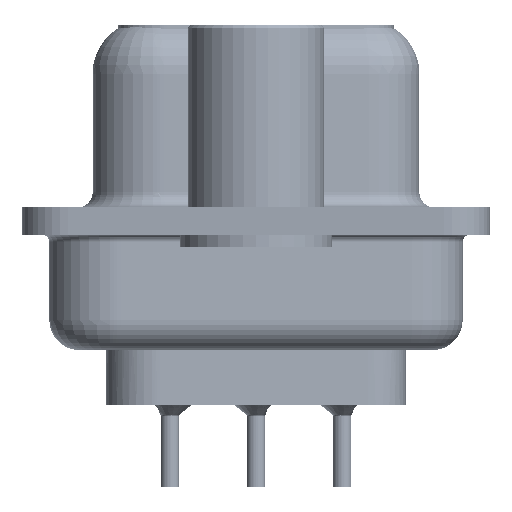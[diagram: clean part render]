
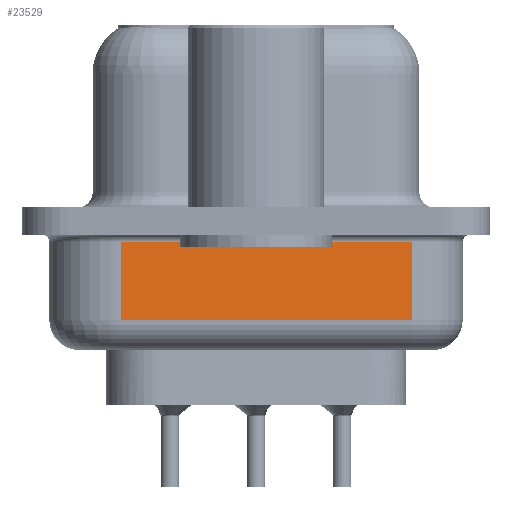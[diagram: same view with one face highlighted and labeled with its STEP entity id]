
A CAD part, left-side view. The second image highlights one B-rep face of the part: STEP entity #23529.
In plain terms, the highlighted planar face has unit normal (-0.985, -0.174, 0).
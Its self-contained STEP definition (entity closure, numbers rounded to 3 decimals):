
#4019 = ORIENTED_EDGE ( 'NONE', *, *, #10516, .F. ) ;
#6658 = DIRECTION ( 'NONE',  ( 0., 0., 1. ) ) ;
#7888 = ORIENTED_EDGE ( 'NONE', *, *, #28907, .T. ) ;
#8119 = DIRECTION ( 'NONE',  ( -0.174, 0.985, 0. ) ) ;
#10449 = VECTOR ( 'NONE', #32733, 1000. ) ;
#10516 = EDGE_CURVE ( 'NONE', #24835, #27355, #29583, .T. ) ;
#13943 = CARTESIAN_POINT ( 'NONE',  ( 4.623, -5.147, -3.25 ) ) ;
#15569 = VERTEX_POINT ( 'NONE', #13943 ) ;
#15653 = VECTOR ( 'NONE', #32993, 1000. ) ;
#18668 = AXIS2_PLACEMENT_3D ( 'NONE', #37531, #27709, #8119 ) ;
#20960 = CARTESIAN_POINT ( 'NONE',  ( 2.93, 4.453, -0.7 ) ) ;
#21359 = LINE ( 'NONE', #29243, #37811 ) ;
#23045 = FACE_OUTER_BOUND ( 'NONE', #38439, .T. ) ;
#23529 = ADVANCED_FACE ( 'NONE', ( #23045 ), #24424, .F. ) ;
#24424 = PLANE ( 'NONE',  #18668 ) ;
#24835 = VERTEX_POINT ( 'NONE', #40956 ) ;
#27355 = VERTEX_POINT ( 'NONE', #20960 ) ;
#27709 = DIRECTION ( 'NONE',  ( 0.985, 0.174, 0. ) ) ;
#27864 = LINE ( 'NONE', #29407, #10449 ) ;
#28907 = EDGE_CURVE ( 'NONE', #39903, #27355, #33122, .T. ) ;
#29243 = CARTESIAN_POINT ( 'NONE',  ( 2.93, 4.453, -3.25 ) ) ;
#29407 = CARTESIAN_POINT ( 'NONE',  ( 4.623, -5.147, -4.25 ) ) ;
#29583 = LINE ( 'NONE', #36106, #37348 ) ;
#29657 = CARTESIAN_POINT ( 'NONE',  ( 2.93, 4.453, -0.7 ) ) ;
#29751 = ORIENTED_EDGE ( 'NONE', *, *, #30261, .T. ) ;
#30261 = EDGE_CURVE ( 'NONE', #15569, #39903, #27864, .T. ) ;
#32733 = DIRECTION ( 'NONE',  ( 0., 0., 1. ) ) ;
#32993 = DIRECTION ( 'NONE',  ( -0.174, 0.985, 0. ) ) ;
#33049 = ORIENTED_EDGE ( 'NONE', *, *, #39977, .T. ) ;
#33122 = LINE ( 'NONE', #29657, #15653 ) ;
#35197 = CARTESIAN_POINT ( 'NONE',  ( 4.623, -5.147, -0.7 ) ) ;
#35920 = DIRECTION ( 'NONE',  ( 0.174, -0.985, 0. ) ) ;
#36106 = CARTESIAN_POINT ( 'NONE',  ( 2.93, 4.453, -4.25 ) ) ;
#37348 = VECTOR ( 'NONE', #6658, 1000. ) ;
#37531 = CARTESIAN_POINT ( 'NONE',  ( 2.93, 4.453, -4.25 ) ) ;
#37811 = VECTOR ( 'NONE', #35920, 1000. ) ;
#38439 = EDGE_LOOP ( 'NONE', ( #4019, #33049, #29751, #7888 ) ) ;
#39903 = VERTEX_POINT ( 'NONE', #35197 ) ;
#39977 = EDGE_CURVE ( 'NONE', #24835, #15569, #21359, .T. ) ;
#40956 = CARTESIAN_POINT ( 'NONE',  ( 2.93, 4.453, -3.25 ) ) ;
